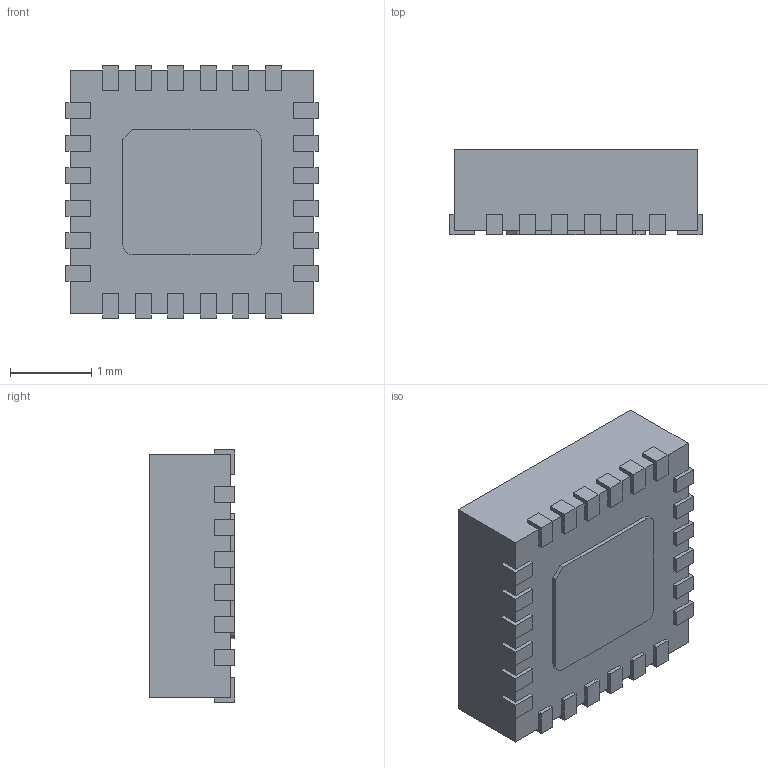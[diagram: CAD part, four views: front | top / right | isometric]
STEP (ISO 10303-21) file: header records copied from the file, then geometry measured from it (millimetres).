
FILE_DESCRIPTION (( 'STEP AP214' ), '1' );
FILE_NAME ( 'QFN25P40_300X300X105L30X20T170X154.STEP', '2019-03-27T15:02:32', ( '' ), ( '' ), 'Part was generated with the free Library Expert Lite available at www.PCBLibraries.com. Removing line will violate the End User License Agreement.', '©2017 PCB Libraries, Inc.', '' );
FILE_SCHEMA (( 'AUTOMOTIVE_DESIGN' ));
Length unit declared in the file: millimetre
Products named in the file (1): QFN25P40_300X300X105L30X20T170X154
Bounding box: 3.1 x 1.05 x 3.1 mm (x, y, z)
Volume: 9.2 mm3; surface area: 42 mm2
Topology: 26 solids, 26 shells, 211 faces, 474 edges, 316 vertices
Faces by surface type: plane 206, cylinder 3, torus 2
Entity records: 6639 total; most frequent: CARTESIAN_POINT 1002, ORIENTED_EDGE 948, DIRECTION 910, EDGE_CURVE 474, VECTOR 462, LINE 462, VERTEX_POINT 316, STYLED_ITEM 238
